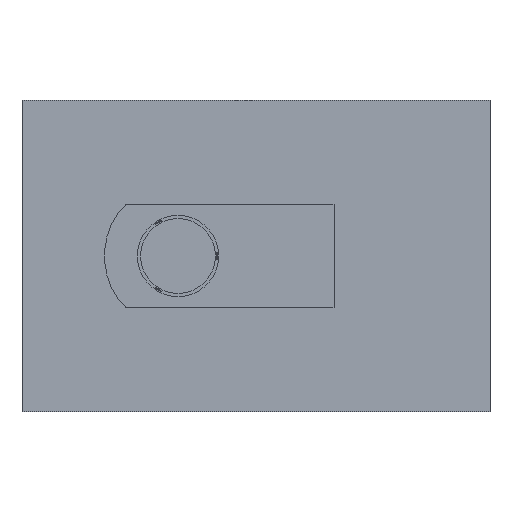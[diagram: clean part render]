
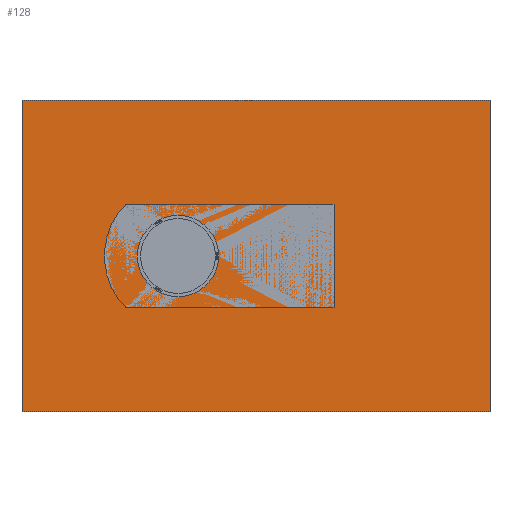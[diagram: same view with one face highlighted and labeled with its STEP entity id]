
A CAD part, top view. The second image highlights one B-rep face of the part: STEP entity #128.
In plain terms, the highlighted planar face has unit normal (0, 0, 1).
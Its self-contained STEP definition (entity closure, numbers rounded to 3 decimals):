
#78=CARTESIAN_POINT('',(0.,0.,0.));
#79=DIRECTION('',(0.,0.,1.));
#80=DIRECTION('',(1.,0.,0.));
#81=AXIS2_PLACEMENT_3D('',#78,#79,#80);
#82=PLANE('',#81);
#83=CARTESIAN_POINT('',(5.2,-0.,0.));
#84=VERTEX_POINT('',#83);
#85=CARTESIAN_POINT('',(0.,0.,0.));
#86=DIRECTION('',(0.,0.,1.));
#87=DIRECTION('',(1.,0.,0.));
#88=AXIS2_PLACEMENT_3D('',#85,#86,#87);
#89=CIRCLE('',#88,5.2);
#90=EDGE_CURVE('0:3617',#84,#84,#89,.T.);
#91=ORIENTED_EDGE('',*,*,#90,.F.);
#92=EDGE_LOOP('',(#91));
#93=FACE_BOUND('',#92,.T.);
#94=CARTESIAN_POINT('',(40.,20.,0.));
#95=VERTEX_POINT('',#94);
#96=CARTESIAN_POINT('',(40.,-20.,0.));
#97=VERTEX_POINT('',#96);
#98=CARTESIAN_POINT('',(40.,20.,0.));
#99=DIRECTION('',(0.,-1.,0.));
#100=VECTOR('',#99,40.);
#101=LINE('',#98,#100);
#102=EDGE_CURVE('0:3620',#95,#97,#101,.T.);
#103=ORIENTED_EDGE('',*,*,#102,.F.);
#104=CARTESIAN_POINT('',(-20.,20.,0.));
#105=VERTEX_POINT('',#104);
#106=CARTESIAN_POINT('',(-20.,20.,0.));
#107=DIRECTION('',(1.,0.,-0.));
#108=VECTOR('',#107,60.);
#109=LINE('',#106,#108);
#110=EDGE_CURVE('0:3623',#105,#95,#109,.T.);
#111=ORIENTED_EDGE('',*,*,#110,.F.);
#112=CARTESIAN_POINT('',(-20.,-20.,0.));
#113=VERTEX_POINT('',#112);
#114=CARTESIAN_POINT('',(-20.,-20.,0.));
#115=DIRECTION('',(0.,1.,0.));
#116=VECTOR('',#115,40.);
#117=LINE('',#114,#116);
#118=EDGE_CURVE('0:3626',#113,#105,#117,.T.);
#119=ORIENTED_EDGE('',*,*,#118,.F.);
#120=CARTESIAN_POINT('',(40.,-20.,0.));
#121=DIRECTION('',(-1.,0.,0.));
#122=VECTOR('',#121,60.);
#123=LINE('',#120,#122);
#124=EDGE_CURVE('0:3629',#97,#113,#123,.T.);
#125=ORIENTED_EDGE('',*,*,#124,.F.);
#126=EDGE_LOOP('',(#103,#111,#119,#125));
#127=FACE_BOUND('',#126,.T.);
#128=ADVANCED_FACE('0:3614',(#93,#127),#82,.T.);
